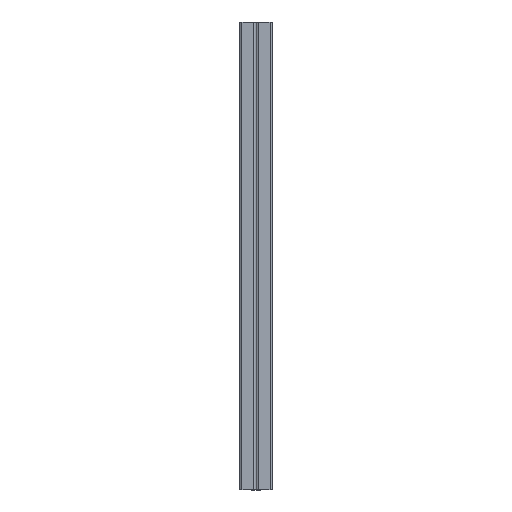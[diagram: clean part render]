
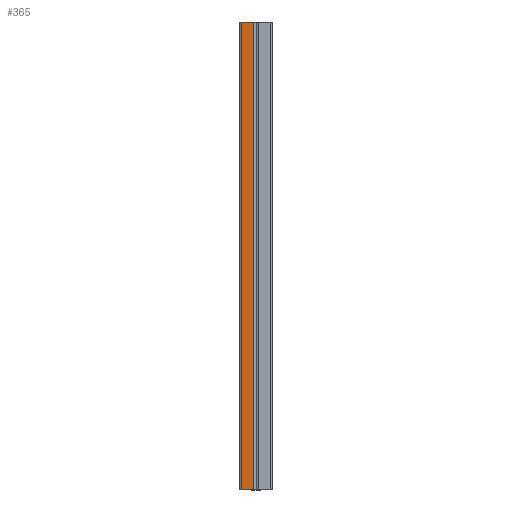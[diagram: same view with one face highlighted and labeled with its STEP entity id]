
A CAD part, left-side view. The second image highlights one B-rep face of the part: STEP entity #365.
In plain terms, the highlighted planar face has unit normal (-1, 0, 0).
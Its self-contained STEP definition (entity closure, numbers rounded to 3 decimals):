
#365 = ADVANCED_FACE ( 'NONE', ( #25755 ), #30707, .F. ) ;
#898 = CARTESIAN_POINT ( 'NONE',  ( -20.5, 18., -600. ) ) ;
#1326 = DIRECTION ( 'NONE',  ( 0., 0., -1. ) ) ;
#2859 = EDGE_CURVE ( 'NONE', #3718, #30312, #23354, .T. ) ;
#3550 = CARTESIAN_POINT ( 'NONE',  ( -20.5, 18., 0. ) ) ;
#3718 = VERTEX_POINT ( 'NONE', #6887 ) ;
#3895 = AXIS2_PLACEMENT_3D ( 'NONE', #22804, #32938, #1326 ) ;
#4702 = EDGE_CURVE ( 'NONE', #30312, #26858, #26911, .T. ) ;
#4918 = ORIENTED_EDGE ( 'NONE', *, *, #2859, .T. ) ;
#6474 = CARTESIAN_POINT ( 'NONE',  ( -20.5, 3., 0. ) ) ;
#6863 = VECTOR ( 'NONE', #23228, 1000. ) ;
#6887 = CARTESIAN_POINT ( 'NONE',  ( -20.5, 3., -600. ) ) ;
#10948 = DIRECTION ( 'NONE',  ( 0., 0., 1. ) ) ;
#11117 = EDGE_CURVE ( 'NONE', #3718, #24315, #16364, .T. ) ;
#12918 = ORIENTED_EDGE ( 'NONE', *, *, #11117, .F. ) ;
#13091 = DIRECTION ( 'NONE',  ( 0., 0., 1. ) ) ;
#14811 = ORIENTED_EDGE ( 'NONE', *, *, #19994, .F. ) ;
#15753 = CARTESIAN_POINT ( 'NONE',  ( -20.5, 3., -300. ) ) ;
#16364 = LINE ( 'NONE', #25767, #6863 ) ;
#16740 = EDGE_LOOP ( 'NONE', ( #20335, #14811, #12918, #4918 ) ) ;
#17823 = VECTOR ( 'NONE', #24224, 1000. ) ;
#19994 = EDGE_CURVE ( 'NONE', #24315, #26858, #30748, .T. ) ;
#20335 = ORIENTED_EDGE ( 'NONE', *, *, #4702, .T. ) ;
#22804 = CARTESIAN_POINT ( 'NONE',  ( -20.5, 0., -300. ) ) ;
#22843 = VECTOR ( 'NONE', #10948, 1000. ) ;
#23228 = DIRECTION ( 'NONE',  ( 0., 1., 0. ) ) ;
#23354 = LINE ( 'NONE', #15753, #27522 ) ;
#24224 = DIRECTION ( 'NONE',  ( 0., 1., 0. ) ) ;
#24315 = VERTEX_POINT ( 'NONE', #898 ) ;
#25755 = FACE_OUTER_BOUND ( 'NONE', #16740, .T. ) ;
#25767 = CARTESIAN_POINT ( 'NONE',  ( -20.5, 0., -600. ) ) ;
#26858 = VERTEX_POINT ( 'NONE', #3550 ) ;
#26911 = LINE ( 'NONE', #31702, #17823 ) ;
#27522 = VECTOR ( 'NONE', #13091, 1000. ) ;
#30312 = VERTEX_POINT ( 'NONE', #6474 ) ;
#30707 = PLANE ( 'NONE',  #3895 ) ;
#30748 = LINE ( 'NONE', #31981, #22843 ) ;
#31702 = CARTESIAN_POINT ( 'NONE',  ( -20.5, 0., 0. ) ) ;
#31981 = CARTESIAN_POINT ( 'NONE',  ( -20.5, 18., -300. ) ) ;
#32938 = DIRECTION ( 'NONE',  ( 1., 0., 0. ) ) ;
